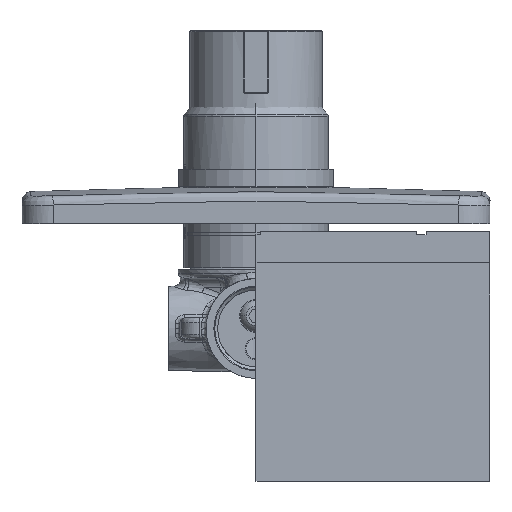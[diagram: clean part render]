
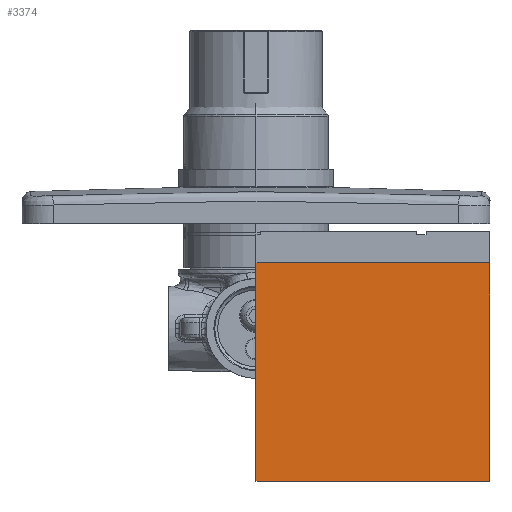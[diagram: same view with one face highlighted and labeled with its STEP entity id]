
A CAD part, front view. The second image highlights one B-rep face of the part: STEP entity #3374.
In plain terms, the highlighted planar face has unit normal (0, -1, 0).
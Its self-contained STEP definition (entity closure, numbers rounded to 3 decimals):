
#2059 = VECTOR ( 'NONE', #28963, 1000. ) ;
#3374 = ADVANCED_FACE ( 'NONE', ( #13048 ), #70165, .T. ) ;
#4475 = DIRECTION ( 'NONE',  ( 1., 0., 0. ) ) ;
#6266 = CARTESIAN_POINT ( 'NONE',  ( 75., -100., 70. ) ) ;
#8546 = CARTESIAN_POINT ( 'NONE',  ( 75., -100., 0. ) ) ;
#9839 = DIRECTION ( 'NONE',  ( 0., 0., -1. ) ) ;
#10911 = VERTEX_POINT ( 'NONE', #71873 ) ;
#10921 = ORIENTED_EDGE ( 'NONE', *, *, #21594, .T. ) ;
#13048 = FACE_OUTER_BOUND ( 'NONE', #24019, .T. ) ;
#13728 = ORIENTED_EDGE ( 'NONE', *, *, #38561, .T. ) ;
#15268 = LINE ( 'NONE', #49986, #31984 ) ;
#15664 = EDGE_CURVE ( 'NONE', #30867, #49864, #24178, .T. ) ;
#17244 = ORIENTED_EDGE ( 'NONE', *, *, #38891, .T. ) ;
#19074 = CARTESIAN_POINT ( 'NONE',  ( -75., -100., 0. ) ) ;
#21594 = EDGE_CURVE ( 'NONE', #22233, #10911, #26225, .T. ) ;
#22233 = VERTEX_POINT ( 'NONE', #33135 ) ;
#24019 = EDGE_LOOP ( 'NONE', ( #17244, #10921, #13728, #52906 ) ) ;
#24178 = LINE ( 'NONE', #8546, #61095 ) ;
#24416 = DIRECTION ( 'NONE',  ( 0., 0., -1. ) ) ;
#26225 = LINE ( 'NONE', #52205, #65773 ) ;
#28963 = DIRECTION ( 'NONE',  ( -1., 0., 0. ) ) ;
#30867 = VERTEX_POINT ( 'NONE', #6266 ) ;
#31984 = VECTOR ( 'NONE', #4475, 1000. ) ;
#33135 = CARTESIAN_POINT ( 'NONE',  ( 0., -100., 70. ) ) ;
#38561 = EDGE_CURVE ( 'NONE', #10911, #49864, #15268, .T. ) ;
#38891 = EDGE_CURVE ( 'NONE', #30867, #22233, #51333, .T. ) ;
#39746 = AXIS2_PLACEMENT_3D ( 'NONE', #19074, #64052, #9839 ) ;
#45401 = CARTESIAN_POINT ( 'NONE',  ( -75., -100., 70. ) ) ;
#49864 = VERTEX_POINT ( 'NONE', #50779 ) ;
#49986 = CARTESIAN_POINT ( 'NONE',  ( 0., -100., 0. ) ) ;
#50779 = CARTESIAN_POINT ( 'NONE',  ( 75., -100., 0. ) ) ;
#51333 = LINE ( 'NONE', #45401, #2059 ) ;
#52205 = CARTESIAN_POINT ( 'NONE',  ( 0., -100., 0. ) ) ;
#52906 = ORIENTED_EDGE ( 'NONE', *, *, #15664, .F. ) ;
#61095 = VECTOR ( 'NONE', #64859, 1000. ) ;
#64052 = DIRECTION ( 'NONE',  ( 0., -1., 0. ) ) ;
#64859 = DIRECTION ( 'NONE',  ( 0., 0., -1. ) ) ;
#65773 = VECTOR ( 'NONE', #24416, 1000. ) ;
#70165 = PLANE ( 'NONE',  #39746 ) ;
#71873 = CARTESIAN_POINT ( 'NONE',  ( 0., -100., 0. ) ) ;
